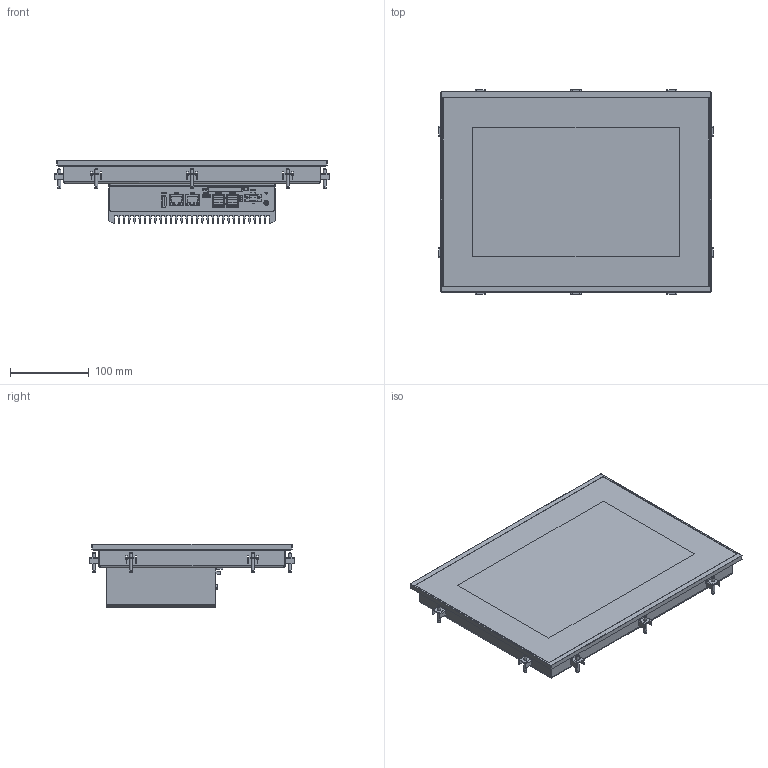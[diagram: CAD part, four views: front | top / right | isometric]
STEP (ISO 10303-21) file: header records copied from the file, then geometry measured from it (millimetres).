
FILE_DESCRIPTION(/* description */ (''),/* implementation_level */ '2;1');
FILE_NAME(/* name */ 'OT1312WM.stp',/* time_stamp */ '2021-03-10T13:15:43+01:00',/* author */ ('lule'),/* organization */ ('2020 Bachmann electronic GmbH'),/* preprocessor_version */ 'ST-DEVELOPER v18.1',/* originating_system */ 'Autodesk Inventor 2021',/* authorisation */ '-');
FILE_SCHEMA (('AUTOMOTIVE_DESIGN { 1 0 10303 214 3 1 1 }'));
Products named in the file (2): Baugruppe1; Bauteil1
Assembly tree (1 placements, depth 2):
  Baugruppe1
    Bauteil1
Bounding box: 349.2 x 260.2 x 80.5 mm (x, y, z)
Volume: 962390.9 mm3; surface area: 706184.2 mm2
Topology: 19 solids, 19 shells, 1953 faces, 5209 edges, 3423 vertices
Faces by surface type: plane 1362, bspline 344, cylinder 194, cone 47, torus 5, sphere 1
Full cylindrical faces by diameter (mm): 1 x4, 2.1 x3, 2.5 x2, 2.75 x1, 3 x9, 4 x20, 4.2 x10, 5.4 x1
Entity records: 64257 total; most frequent: CARTESIAN_POINT 15222, ORIENTED_EDGE 10418, DIRECTION 8188, EDGE_CURVE 5209, LINE 4046, VECTOR 4046, VERTEX_POINT 3423, EDGE_LOOP 2184
